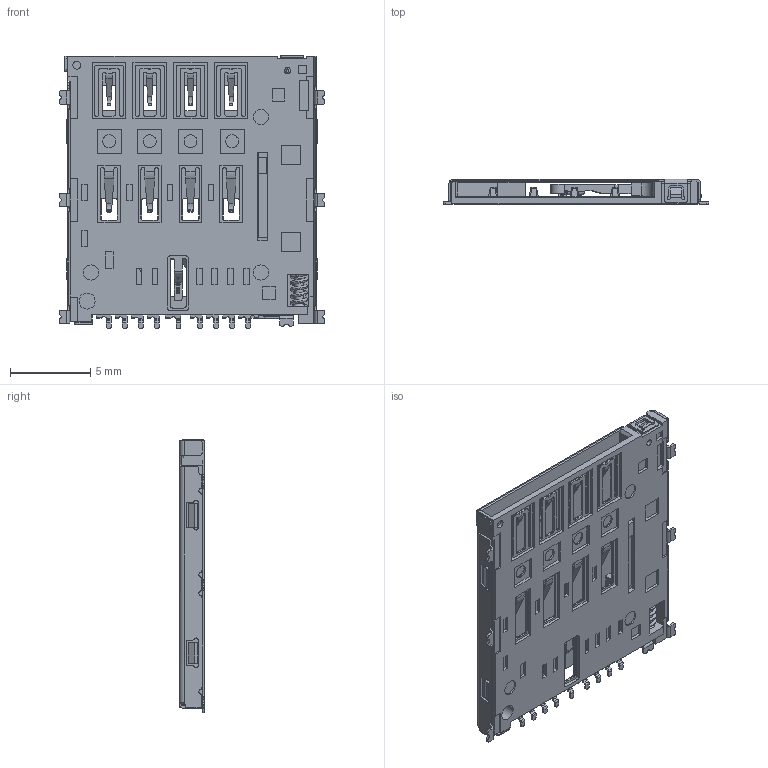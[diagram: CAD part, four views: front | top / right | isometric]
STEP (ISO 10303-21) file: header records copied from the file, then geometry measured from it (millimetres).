
FILE_DESCRIPTION((''),'2;1');
FILE_NAME('MICR_SIM_150_20180313','2018-03-13T',('Administrator'),(''),'CREO PARAMETRIC BY PTC INC, 2017020','CREO PARAMETRIC BY PTC INC, 2017020','');
FILE_SCHEMA(('AUTOMOTIVE_DESIGN { 1 0 10303 214 1 1 1 1 }'));
Products named in the file (1): MICR_SIM_150_20180313
Bounding box: 16.58 x 1.56 x 17.05 mm (x, y, z)
Volume: 161.1 mm3; surface area: 1268.1 mm2
Topology: 1 solids, 2 shells, 1569 faces, 4444 edges, 2995 vertices
Faces by surface type: plane 1002, cylinder 502, bspline 37, torus 16, sphere 8, cone 4
Entity records: 66738 total; most frequent: CARTESIAN_POINT 17188, ORIENTED_EDGE 8736, DIRECTION 8254, EDGE_CURVE 4368, VECTOR 3178, LINE 3178, VERTEX_POINT 2851, AXIS2_PLACEMENT_3D 2538
